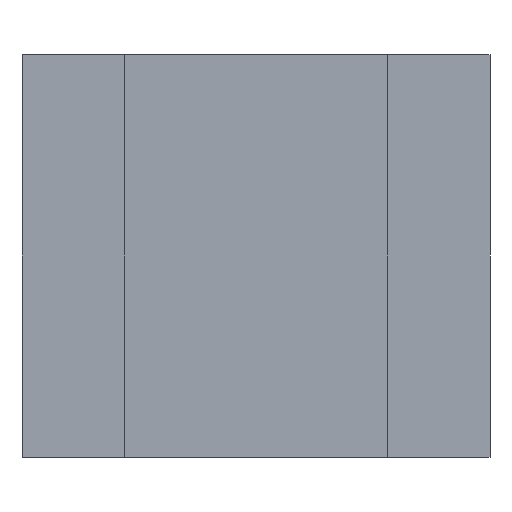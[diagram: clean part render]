
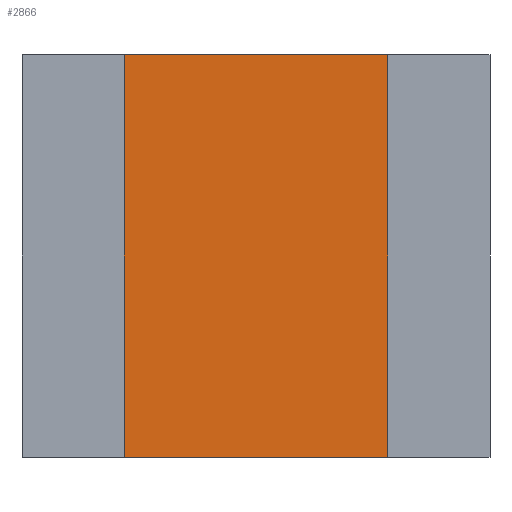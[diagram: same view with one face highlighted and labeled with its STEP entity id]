
A CAD part, front view. The second image highlights one B-rep face of the part: STEP entity #2866.
In plain terms, the highlighted planar face has unit normal (0, -1, 0).
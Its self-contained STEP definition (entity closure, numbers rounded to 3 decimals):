
#20 = VECTOR ( 'NONE', #359, 1000. ) ;
#48 = CARTESIAN_POINT ( 'NONE',  ( 0., 0., -2.75 ) ) ;
#86 = PLANE ( 'NONE',  #1546 ) ;
#125 = CARTESIAN_POINT ( 'NONE',  ( 0., 0., 0. ) ) ;
#193 = VERTEX_POINT ( 'NONE', #125 ) ;
#315 = CARTESIAN_POINT ( 'NONE',  ( 3.117, 0., 0. ) ) ;
#349 = CARTESIAN_POINT ( 'NONE',  ( 0., 0., 0. ) ) ;
#357 = VECTOR ( 'NONE', #3295, 1000. ) ;
#359 = DIRECTION ( 'NONE',  ( 1., 0., 0. ) ) ;
#479 = ORIENTED_EDGE ( 'NONE', *, *, #2872, .T. ) ;
#497 = ORIENTED_EDGE ( 'NONE', *, *, #3349, .F. ) ;
#502 = VERTEX_POINT ( 'NONE', #315 ) ;
#669 = VERTEX_POINT ( 'NONE', #1627 ) ;
#878 = LINE ( 'NONE', #2538, #3352 ) ;
#1209 = CARTESIAN_POINT ( 'NONE',  ( 0., 0., -2.75 ) ) ;
#1314 = VECTOR ( 'NONE', #3360, 1000. ) ;
#1392 = LINE ( 'NONE', #1209, #1314 ) ;
#1417 = VERTEX_POINT ( 'NONE', #2148 ) ;
#1546 = AXIS2_PLACEMENT_3D ( 'NONE', #48, #1719, #2467 ) ;
#1627 = CARTESIAN_POINT ( 'NONE',  ( 0., 0., -2.75 ) ) ;
#1645 = LINE ( 'NONE', #349, #357 ) ;
#1719 = DIRECTION ( 'NONE',  ( 0., -1., 0. ) ) ;
#1738 = ORIENTED_EDGE ( 'NONE', *, *, #2537, .F. ) ;
#1933 = CARTESIAN_POINT ( 'NONE',  ( 0., 0., -2.75 ) ) ;
#1951 = DIRECTION ( 'NONE',  ( 0., 0., 1. ) ) ;
#2148 = CARTESIAN_POINT ( 'NONE',  ( 3.117, 0., -2.75 ) ) ;
#2467 = DIRECTION ( 'NONE',  ( 0., 0., -1. ) ) ;
#2537 = EDGE_CURVE ( 'NONE', #669, #193, #1392, .T. ) ;
#2538 = CARTESIAN_POINT ( 'NONE',  ( 3.117, 0., -2.75 ) ) ;
#2820 = ORIENTED_EDGE ( 'NONE', *, *, #2870, .T. ) ;
#2844 = EDGE_LOOP ( 'NONE', ( #497, #1738, #479, #2820 ) ) ;
#2866 = ADVANCED_FACE ( 'NONE', ( #3320 ), #86, .T. ) ;
#2870 = EDGE_CURVE ( 'NONE', #1417, #502, #878, .T. ) ;
#2872 = EDGE_CURVE ( 'NONE', #669, #1417, #3034, .T. ) ;
#3034 = LINE ( 'NONE', #1933, #20 ) ;
#3295 = DIRECTION ( 'NONE',  ( 1., 0., 0. ) ) ;
#3320 = FACE_OUTER_BOUND ( 'NONE', #2844, .T. ) ;
#3349 = EDGE_CURVE ( 'NONE', #193, #502, #1645, .T. ) ;
#3352 = VECTOR ( 'NONE', #1951, 1000. ) ;
#3360 = DIRECTION ( 'NONE',  ( 0., 0., 1. ) ) ;
